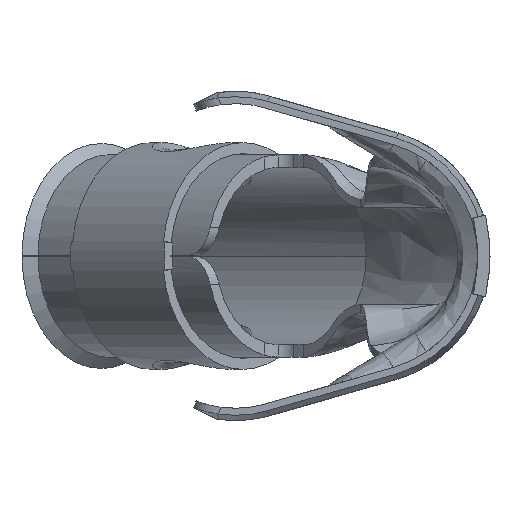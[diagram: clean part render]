
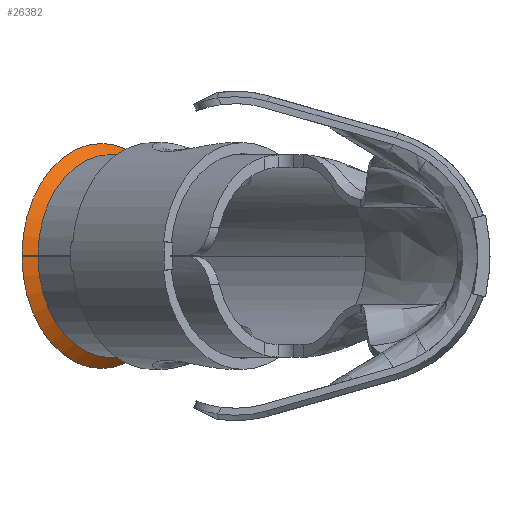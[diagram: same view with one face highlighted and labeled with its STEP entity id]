
A CAD part, left-side view. The second image highlights one B-rep face of the part: STEP entity #26382.
In plain terms, the highlighted conical face has half-angle 45.001 degrees and reference radius 4.122 mm.
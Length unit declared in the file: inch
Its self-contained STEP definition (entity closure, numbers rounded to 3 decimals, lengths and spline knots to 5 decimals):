
#121 = DIRECTION ( 'NONE',  ( 0.707, -0.707, 0. ) ) ;
#785 = DIRECTION ( 'NONE',  ( 0., -1., -0.006 ) ) ;
#1115 = CIRCLE ( 'NONE', #19033, 0.146 ) ;
#1226 = DIRECTION ( 'NONE',  ( -0.707, 0.707, 0.008 ) ) ;
#1338 = ORIENTED_EDGE ( 'NONE', *, *, #19083, .F. ) ;
#1805 = AXIS2_PLACEMENT_3D ( 'NONE', #24105, #4401, #13196 ) ;
#2207 = EDGE_LOOP ( 'NONE', ( #6733, #16739, #11251, #4050, #27969, #1338 ) ) ;
#2823 = VERTEX_POINT ( 'NONE', #17850 ) ;
#3130 = VECTOR ( 'NONE', #23094, 39.37008 ) ;
#3250 = EDGE_CURVE ( 'NONE', #21744, #2823, #1115, .T. ) ;
#3512 = EDGE_CURVE ( 'NONE', #15075, #17642, #23186, .T. ) ;
#4050 = ORIENTED_EDGE ( 'NONE', *, *, #3512, .F. ) ;
#4401 = DIRECTION ( 'NONE',  ( -0.707, -0.707, 0. ) ) ;
#5550 = LINE ( 'NONE', #14329, #3130 ) ;
#6030 = DIRECTION ( 'NONE',  ( 0.707, 0.707, 0. ) ) ;
#6416 = AXIS2_PLACEMENT_3D ( 'NONE', #27404, #20935, #1226 ) ;
#6733 = ORIENTED_EDGE ( 'NONE', *, *, #3250, .F. ) ;
#7789 = AXIS2_PLACEMENT_3D ( 'NONE', #25718, #6030, #14805 ) ;
#7901 = CARTESIAN_POINT ( 'NONE',  ( 1.176, 0.389, 0. ) ) ;
#10812 = AXIS2_PLACEMENT_3D ( 'NONE', #7901, #16672, #25419 ) ;
#11103 = CARTESIAN_POINT ( 'NONE',  ( 1.16449, 0.37749, 0. ) ) ;
#11251 = ORIENTED_EDGE ( 'NONE', *, *, #26557, .F. ) ;
#11756 = LINE ( 'NONE', #20506, #21070 ) ;
#13196 = DIRECTION ( 'NONE',  ( 0.707, -0.707, 0. ) ) ;
#14221 = CIRCLE ( 'NONE', #1805, 0.146 ) ;
#14329 = CARTESIAN_POINT ( 'NONE',  ( 1.06126, 0.48073, -0.00114 ) ) ;
#14805 = DIRECTION ( 'NONE',  ( -0.707, 0.707, 0. ) ) ;
#15075 = VERTEX_POINT ( 'NONE', #21645 ) ;
#15383 = VERTEX_POINT ( 'NONE', #22245 ) ;
#16243 = EDGE_CURVE ( 'NONE', #15383, #21744, #5550, .T. ) ;
#16672 = DIRECTION ( 'NONE',  ( 0.707, 0.707, 0. ) ) ;
#16739 = ORIENTED_EDGE ( 'NONE', *, *, #16243, .F. ) ;
#16968 = FACE_OUTER_BOUND ( 'NONE', #2207, .T. ) ;
#17642 = VERTEX_POINT ( 'NONE', #27864 ) ;
#17850 = CARTESIAN_POINT ( 'NONE',  ( 1.26773, 0.27426, 0. ) ) ;
#18819 = CIRCLE ( 'NONE', #6416, 0.16227 ) ;
#19033 = AXIS2_PLACEMENT_3D ( 'NONE', #11103, #19855, #121 ) ;
#19083 = EDGE_CURVE ( 'NONE', #2823, #28037, #14221, .T. ) ;
#19855 = DIRECTION ( 'NONE',  ( -0.707, -0.707, 0. ) ) ;
#20170 = CONICAL_SURFACE ( 'NONE', #7789, 0.16227, 0.785 ) ;
#20506 = CARTESIAN_POINT ( 'NONE',  ( 1.06126, 0.48073, 0.00114 ) ) ;
#20935 = DIRECTION ( 'NONE',  ( 0.707, 0.707, 0. ) ) ;
#21070 = VECTOR ( 'NONE', #785, 39.37008 ) ;
#21645 = CARTESIAN_POINT ( 'NONE',  ( 1.06126, 0.50374, 0.00127 ) ) ;
#21744 = VERTEX_POINT ( 'NONE', #28087 ) ;
#22245 = CARTESIAN_POINT ( 'NONE',  ( 1.06126, 0.50374, -0.00127 ) ) ;
#22610 = CARTESIAN_POINT ( 'NONE',  ( 1.06126, 0.48073, 0.00114 ) ) ;
#23094 = DIRECTION ( 'NONE',  ( 0., -1., 0.006 ) ) ;
#23186 = CIRCLE ( 'NONE', #10812, 0.16227 ) ;
#24105 = CARTESIAN_POINT ( 'NONE',  ( 1.16449, 0.37749, 0. ) ) ;
#25419 = DIRECTION ( 'NONE',  ( -0.707, 0.707, 0.008 ) ) ;
#25624 = EDGE_CURVE ( 'NONE', #15075, #28037, #11756, .T. ) ;
#25718 = CARTESIAN_POINT ( 'NONE',  ( 1.176, 0.389, 0. ) ) ;
#26382 = ADVANCED_FACE ( 'NONE', ( #16968 ), #20170, .T. ) ;
#26557 = EDGE_CURVE ( 'NONE', #17642, #15383, #18819, .T. ) ;
#27404 = CARTESIAN_POINT ( 'NONE',  ( 1.176, 0.389, 0. ) ) ;
#27864 = CARTESIAN_POINT ( 'NONE',  ( 1.29074, 0.27426, 0. ) ) ;
#27969 = ORIENTED_EDGE ( 'NONE', *, *, #25624, .T. ) ;
#28037 = VERTEX_POINT ( 'NONE', #22610 ) ;
#28087 = CARTESIAN_POINT ( 'NONE',  ( 1.06126, 0.48073, -0.00114 ) ) ;
